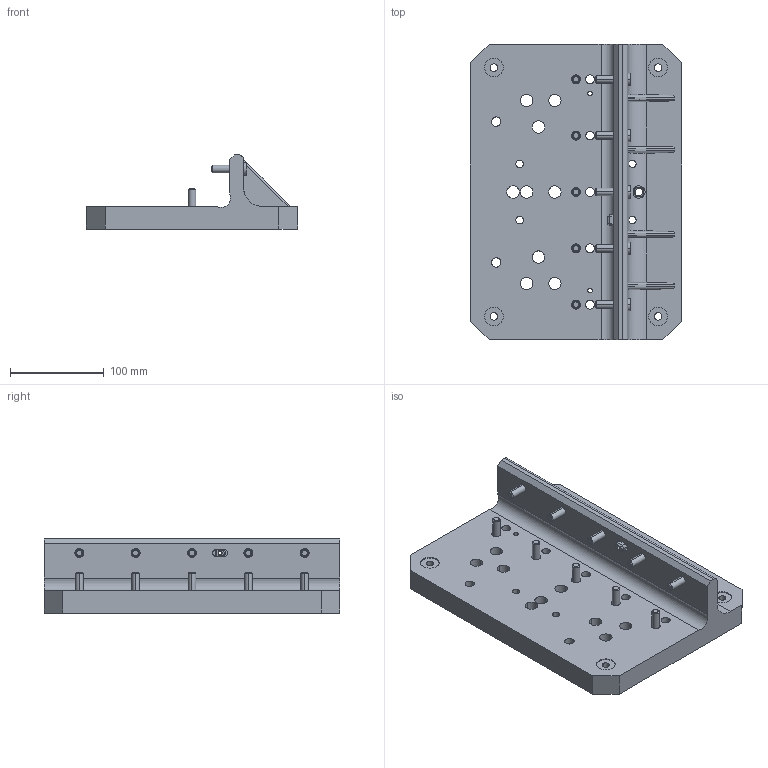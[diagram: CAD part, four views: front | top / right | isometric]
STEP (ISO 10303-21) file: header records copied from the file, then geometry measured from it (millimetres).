
FILE_DESCRIPTION(('CATIA V5 STEP'),'2;1');
FILE_NAME('AEGT281.stp','2018-07-30T03:27:50+00:00',('none'),('none'),'CATIA Version 5 Release 21 GA (IN-10)','CATIA V5 STEP AP214','none');
FILE_SCHEMA(('AUTOMOTIVE_DESIGN { 1 0 10303 214 1 1 1 1 }'));
Length unit declared in the file: millimetre
Products named in the file (1): AEGT281
Bounding box: 225 x 315 x 79 mm (x, y, z)
Volume: 1911800.9 mm3; surface area: 248840.1 mm2
Topology: 15 solids, 15 shells, 336 faces, 789 edges, 508 vertices
Faces by surface type: cylinder 193, plane 93, cone 42, bspline 8
Entity records: 11632 total; most frequent: CARTESIAN_POINT 3084, ORIENTED_EDGE 1570, DIRECTION 1310, EDGE_CURVE 785, AXIS2_PLACEMENT_3D 663, VERTEX_POINT 508, EDGE_LOOP 449, CIRCLE 348
